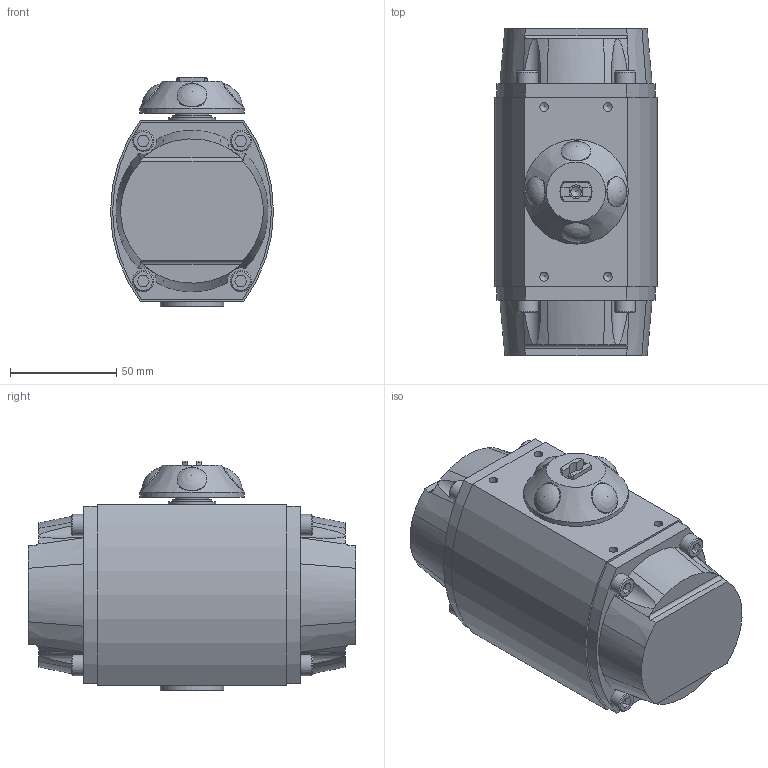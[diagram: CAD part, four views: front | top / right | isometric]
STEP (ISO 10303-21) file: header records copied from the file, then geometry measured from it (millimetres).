
FILE_DESCRIPTION((''),'2;1');
FILE_NAME('GA-10-40R-EU-A-1.stp','2011-05-16T13:05:03',('jaday'),(''),'Autodesk Inventor 2009','Autodesk Inventor 2009','');
FILE_SCHEMA(('AUTOMOTIVE_DESIGN { 1 0 10303 214 1 1 1 1 }'));
Length unit declared in the file: millimetre
Products named in the file (13): GA-10-40R-EU-A-1; GA-BR8410-10480-A-1; GA-B08410-12250-A-1; GA-B08410-12150-A-1; GA-BR8410-18480-A-1; GA-B08410-34050-A-1; GA-B08400-34051-R-A-1; GA-B08400-34051-W-A-1; GA-B08410-52100-A-1; GA-M16-0-000-A0A-A-1; GA-B08410-28300-A-1; M06-8-030-2QR-A-1; GA-B08410-22100-A-1
Assembly tree (21 placements, depth 2):
  GA-10-40R-EU-A-1
    GA-BR8410-10480-A-1
    GA-B08410-12250-A-1
    GA-B08410-12150-A-1
    GA-BR8410-18480-A-1
    GA-B08410-34050-A-1
    GA-B08400-34051-R-A-1  x2
    GA-B08400-34051-W-A-1  x2
    GA-B08410-52100-A-1
    GA-M16-0-000-A0A-A-1
    GA-B08410-28300-A-1
    M06-8-030-2QR-A-1  x8
    GA-B08410-22100-A-1
Bounding box: 76.75 x 154.16 x 108.23 mm (x, y, z)
Volume: 503192.2 mm3; surface area: 118463.6 mm2
Topology: 21 solids, 21 shells, 401 faces, 954 edges, 626 vertices
Faces by surface type: plane 169, cylinder 104, bspline 73, cone 48, sphere 4, torus 3
Full cylindrical faces by diameter (mm): 4.134 x8, 4.917 x4, 6 x8, 6.5 x1, 6.65 x8, 10 x8, 10.7 x4, 14.15 x4, 15.145 x1, 15.2 x1, 15.835 x2, 15.935 x1, 16 x1, 16.025 x1, 18.5 x1, 21.082 x1, 22.2 x2, 25.015 x1, 25.165 x1, 26.1 x1, 28.16 x1, 28.295 x1, 29.945 x1, 33.4 x1, 33.96 x1, 49.25 x1, 66.66 x1
Entity records: 11083 total; most frequent: CARTESIAN_POINT 4730, DIRECTION 1150, ORIENTED_EDGE 1122, EDGE_CURVE 561, AXIS2_PLACEMENT_3D 487, EDGE_LOOP 460, VERTEX_POINT 423, FACE_OUTER_BOUND 291
